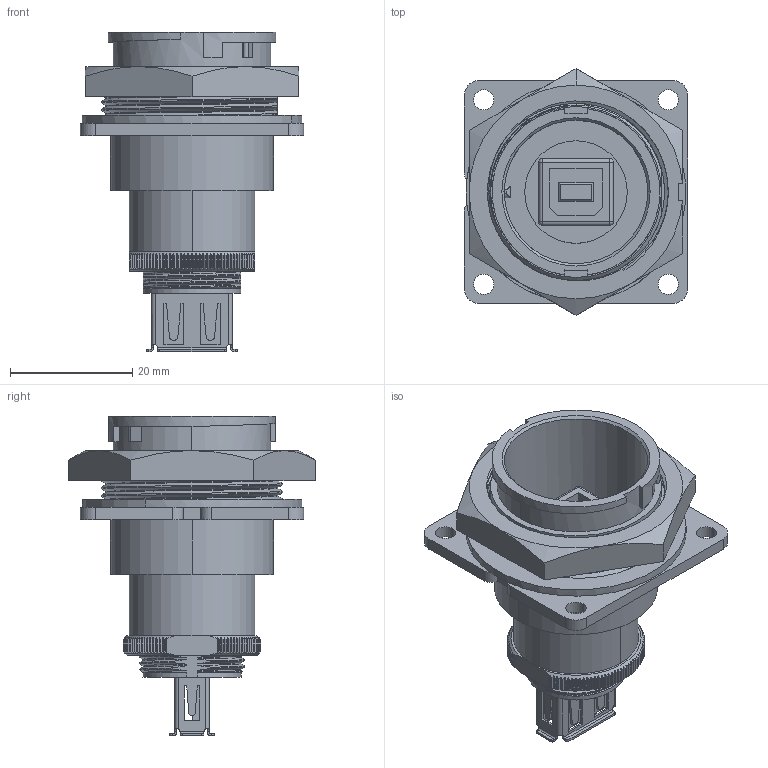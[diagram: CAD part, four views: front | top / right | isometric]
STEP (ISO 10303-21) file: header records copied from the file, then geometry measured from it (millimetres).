
FILE_DESCRIPTION (( 'STEP AP203' ), '1' );
FILE_NAME ('DCP-USBBB-USBAtt.STEP', '2013-07-26T19:44:20', ( 'J0FPBF1' ), ( '' ), 'SwSTEP 2.0', 'SolidWorks 2012', '' );
FILE_SCHEMA (( 'CONFIG_CONTROL_DESIGN' ));
Products named in the file (1): DCP-USBBB-USBAtt
Bounding box: 36.53 x 40.33 x 52.2 mm (x, y, z)
Volume: 17123.9 mm3; surface area: 11893.6 mm2
Topology: 2 solids, 2 shells, 746 faces, 2146 edges, 1410 vertices
Faces by surface type: plane 346, cylinder 336, bspline 39, cone 21, sphere 4
Entity records: 38128 total; most frequent: CARTESIAN_POINT 20017, ORIENTED_EDGE 4280, DIRECTION 3124, EDGE_CURVE 2140, VERTEX_POINT 1410, AXIS2_PLACEMENT_3D 1093, VECTOR 938, LINE 938
